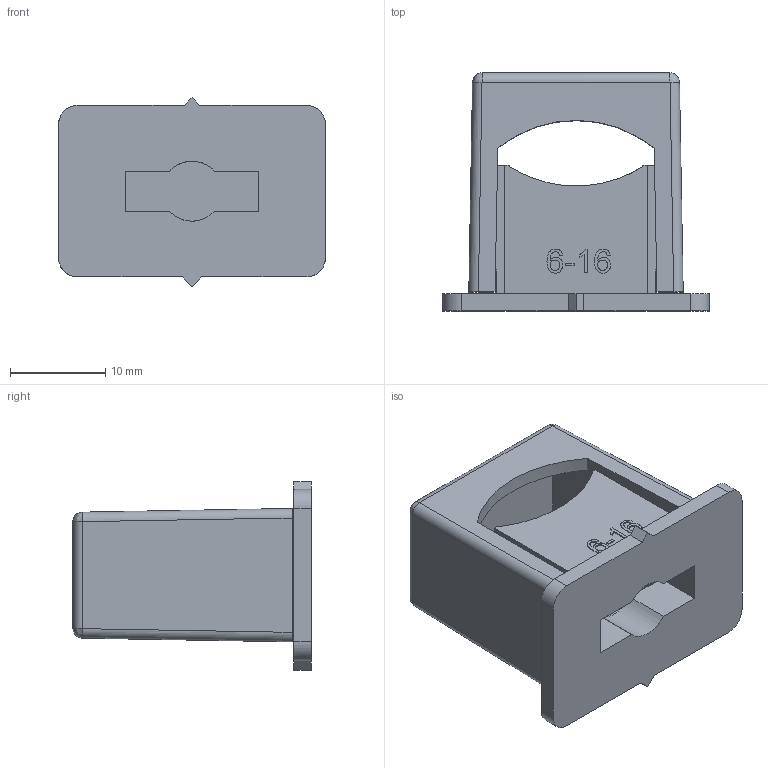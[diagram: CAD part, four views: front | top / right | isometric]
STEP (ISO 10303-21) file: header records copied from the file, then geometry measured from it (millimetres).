
FILE_DESCRIPTION(/* description */ (''),/* implementation_level */ '2;1');
FILE_NAME(/* name */ '2101017',/* time_stamp */ '2016-04-19T13:56:21+02:00',/* author */ (''),/* organization */ (''),/* preprocessor_version */ 'ST-DEVELOPER v15',/* originating_system */ '',/* authorisation */ '');
FILE_SCHEMA (('CONFIG_CONTROL_DESIGN'));
Length unit declared in the file: millimetre
Products named in the file (2): Document; 2101017
Assembly tree (1 placements, depth 2):
  Document
    2101017
Bounding box: 28 x 25 x 19.82 mm (x, y, z)
Volume: 3997.6 mm3; surface area: 4900 mm2
Topology: 2 solids, 2 shells, 137 faces, 373 edges, 242 vertices
Faces by surface type: plane 77, bspline 60
Entity records: 6284 total; most frequent: CARTESIAN_POINT 3751, ORIENTED_EDGE 738, EDGE_CURVE 369, B_SPLINE_CURVE_WITH_KNOTS 300, VERTEX_POINT 242, EDGE_LOOP 145, ADVANCED_FACE 137, FACE_OUTER_BOUND 137
